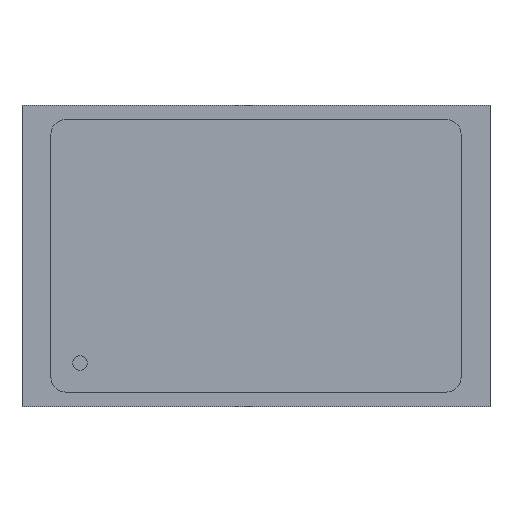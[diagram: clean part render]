
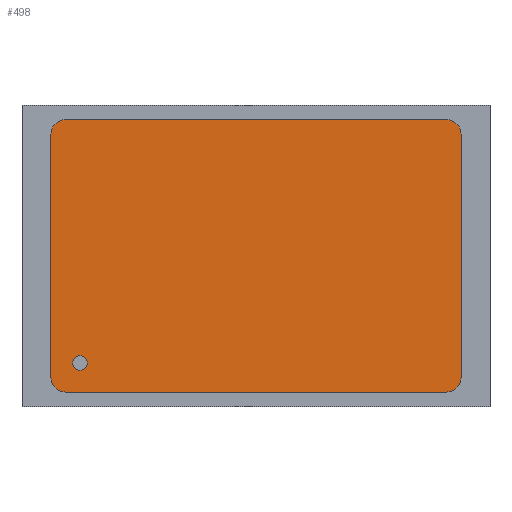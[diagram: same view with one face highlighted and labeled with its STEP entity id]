
A CAD part, top view. The second image highlights one B-rep face of the part: STEP entity #498.
In plain terms, the highlighted planar face has unit normal (0, 0, 1).
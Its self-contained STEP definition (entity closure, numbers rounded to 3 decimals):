
#18=LINE('',#819,#46);
#22=LINE('',#831,#50);
#26=LINE('',#843,#54);
#30=LINE('',#853,#58);
#46=VECTOR('',#676,16.8);
#50=VECTOR('',#688,26.3);
#54=VECTOR('',#700,16.8);
#58=VECTOR('',#712,26.3);
#111=PLANE('',#574);
#129=FACE_BOUND('',#212,.T.);
#162=FACE_OUTER_BOUND('',#211,.T.);
#211=EDGE_LOOP('',(#409,#410,#411,#412,#413,#414,#415,#416));
#212=EDGE_LOOP('',(#417));
#240=CIRCLE('',#557,0.5);
#242=CIRCLE('',#560,1.);
#244=CIRCLE('',#564,1.);
#246=CIRCLE('',#568,1.);
#248=CIRCLE('',#572,1.);
#266=VERTEX_POINT('',#804);
#269=VERTEX_POINT('',#810);
#270=VERTEX_POINT('',#812);
#272=VERTEX_POINT('',#818);
#274=VERTEX_POINT('',#824);
#276=VERTEX_POINT('',#830);
#278=VERTEX_POINT('',#836);
#280=VERTEX_POINT('',#842);
#282=VERTEX_POINT('',#848);
#308=EDGE_CURVE('',#266,#266,#240,.T.);
#311=EDGE_CURVE('',#270,#269,#242,.T.);
#314=EDGE_CURVE('',#272,#270,#18,.T.);
#317=EDGE_CURVE('',#274,#272,#244,.T.);
#320=EDGE_CURVE('',#276,#274,#22,.T.);
#323=EDGE_CURVE('',#278,#276,#246,.T.);
#326=EDGE_CURVE('',#280,#278,#26,.T.);
#329=EDGE_CURVE('',#282,#280,#248,.T.);
#332=EDGE_CURVE('',#269,#282,#30,.T.);
#409=ORIENTED_EDGE('',*,*,#332,.T.);
#410=ORIENTED_EDGE('',*,*,#329,.T.);
#411=ORIENTED_EDGE('',*,*,#326,.T.);
#412=ORIENTED_EDGE('',*,*,#323,.T.);
#413=ORIENTED_EDGE('',*,*,#320,.T.);
#414=ORIENTED_EDGE('',*,*,#317,.T.);
#415=ORIENTED_EDGE('',*,*,#314,.T.);
#416=ORIENTED_EDGE('',*,*,#311,.T.);
#417=ORIENTED_EDGE('',*,*,#308,.T.);
#498=ADVANCED_FACE('',(#162,#129),#111,.T.);
#557=AXIS2_PLACEMENT_3D('',#805,#663,#664);
#560=AXIS2_PLACEMENT_3D('',#813,#670,#671);
#564=AXIS2_PLACEMENT_3D('',#825,#682,#683);
#568=AXIS2_PLACEMENT_3D('',#837,#694,#695);
#572=AXIS2_PLACEMENT_3D('',#849,#706,#707);
#574=AXIS2_PLACEMENT_3D('',#854,#713,#714);
#663=DIRECTION('center_axis',(0.,0.,-1.));
#664=DIRECTION('ref_axis',(-1.,0.,0.));
#670=DIRECTION('center_axis',(0.,0.,1.));
#671=DIRECTION('ref_axis',(1.,0.,0.));
#676=DIRECTION('',(0.,1.,0.));
#682=DIRECTION('center_axis',(0.,0.,1.));
#683=DIRECTION('ref_axis',(0.,-1.,0.));
#688=DIRECTION('',(1.,0.,0.));
#694=DIRECTION('center_axis',(0.,0.,1.));
#695=DIRECTION('ref_axis',(-1.,0.,0.));
#700=DIRECTION('',(0.,-1.,0.));
#706=DIRECTION('center_axis',(0.,0.,1.));
#707=DIRECTION('ref_axis',(0.,1.,0.));
#712=DIRECTION('',(-1.,0.,0.));
#713=DIRECTION('center_axis',(0.,0.,1.));
#714=DIRECTION('ref_axis',(1.,0.,0.));
#804=CARTESIAN_POINT('',(-11.65,-7.4,10.7));
#805=CARTESIAN_POINT('Origin',(-12.15,-7.4,10.7));
#810=CARTESIAN_POINT('',(13.15,9.4,10.7));
#812=CARTESIAN_POINT('',(14.15,8.4,10.7));
#813=CARTESIAN_POINT('Origin',(13.15,8.4,10.7));
#818=CARTESIAN_POINT('',(14.15,-8.4,10.7));
#819=CARTESIAN_POINT('',(14.15,-8.4,10.7));
#824=CARTESIAN_POINT('',(13.15,-9.4,10.7));
#825=CARTESIAN_POINT('Origin',(13.15,-8.4,10.7));
#830=CARTESIAN_POINT('',(-13.15,-9.4,10.7));
#831=CARTESIAN_POINT('',(-13.15,-9.4,10.7));
#836=CARTESIAN_POINT('',(-14.15,-8.4,10.7));
#837=CARTESIAN_POINT('Origin',(-13.15,-8.4,10.7));
#842=CARTESIAN_POINT('',(-14.15,8.4,10.7));
#843=CARTESIAN_POINT('',(-14.15,8.4,10.7));
#848=CARTESIAN_POINT('',(-13.15,9.4,10.7));
#849=CARTESIAN_POINT('Origin',(-13.15,8.4,10.7));
#853=CARTESIAN_POINT('',(13.15,9.4,10.7));
#854=CARTESIAN_POINT('Origin',(0.,0.,
10.7));
